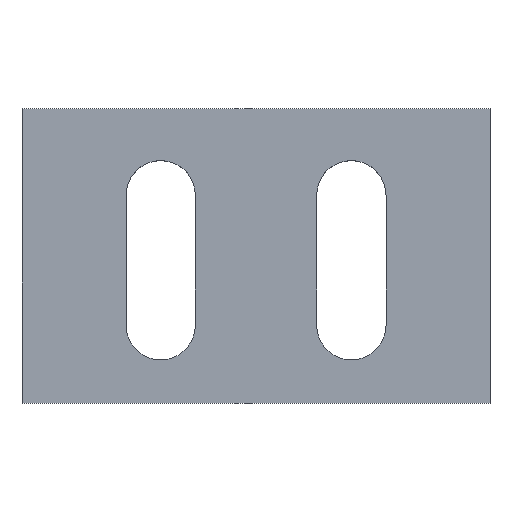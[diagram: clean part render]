
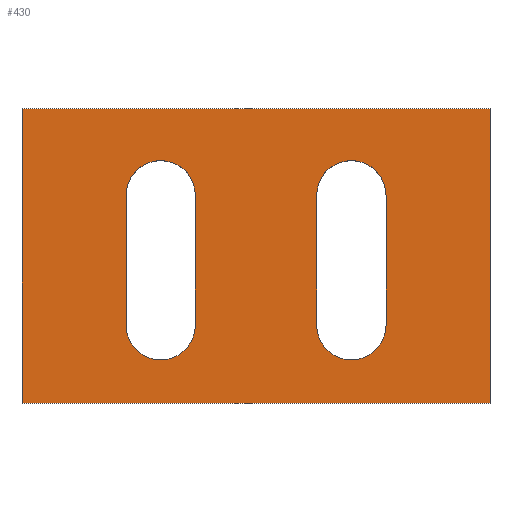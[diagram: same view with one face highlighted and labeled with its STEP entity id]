
A CAD part, top view. The second image highlights one B-rep face of the part: STEP entity #430.
In plain terms, the highlighted planar face has unit normal (0, 0, 1).
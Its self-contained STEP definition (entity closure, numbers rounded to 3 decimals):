
#43=CARTESIAN_POINT('',(-99.,41.,4.));
#44=VERTEX_POINT('',#43);
#51=CARTESIAN_POINT('',(-95.,41.,4.));
#52=VERTEX_POINT('',#51);
#53=CARTESIAN_POINT('',(-97.,41.,4.));
#54=DIRECTION('',(0.,0.,1.));
#55=DIRECTION('',(1.,0.,-0.));
#56=AXIS2_PLACEMENT_3D('',#53,#54,#55);
#57=CIRCLE('',#56,2.);
#58=EDGE_CURVE('',#44,#52,#57,.T.);
#82=CARTESIAN_POINT('',(-99.,48.5,4.));
#83=VERTEX_POINT('',#82);
#90=CARTESIAN_POINT('',(-99.,41.,4.));
#91=DIRECTION('',(0.,1.,0.));
#92=VECTOR('',#91,7.5);
#93=LINE('',#90,#92);
#94=EDGE_CURVE('',#44,#83,#93,.T.);
#114=CARTESIAN_POINT('',(-95.,48.5,4.));
#115=VERTEX_POINT('',#114);
#122=CARTESIAN_POINT('',(-97.,48.5,4.));
#123=DIRECTION('',(0.,0.,1.));
#124=DIRECTION('',(1.,0.,-0.));
#125=AXIS2_PLACEMENT_3D('',#122,#123,#124);
#126=CIRCLE('',#125,2.);
#127=EDGE_CURVE('',#115,#83,#126,.T.);
#148=CARTESIAN_POINT('',(-106.,41.,4.));
#149=VERTEX_POINT('',#148);
#156=CARTESIAN_POINT('',(-106.,48.5,4.));
#157=VERTEX_POINT('',#156);
#158=CARTESIAN_POINT('',(-106.,41.,4.));
#159=DIRECTION('',(0.,1.,0.));
#160=VECTOR('',#159,7.5);
#161=LINE('',#158,#160);
#162=EDGE_CURVE('',#149,#157,#161,.T.);
#187=CARTESIAN_POINT('',(-110.,41.,4.));
#188=VERTEX_POINT('',#187);
#195=CARTESIAN_POINT('',(-108.,41.,4.));
#196=DIRECTION('',(0.,0.,1.));
#197=DIRECTION('',(1.,0.,-0.));
#198=AXIS2_PLACEMENT_3D('',#195,#196,#197);
#199=CIRCLE('',#198,2.);
#200=EDGE_CURVE('',#188,#149,#199,.T.);
#219=CARTESIAN_POINT('',(-110.,48.5,4.));
#220=VERTEX_POINT('',#219);
#227=CARTESIAN_POINT('',(-110.,41.,4.));
#228=DIRECTION('',(0.,1.,0.));
#229=VECTOR('',#228,7.5);
#230=LINE('',#227,#229);
#231=EDGE_CURVE('',#188,#220,#230,.T.);
#252=CARTESIAN_POINT('',(-116.,36.5,4.));
#253=VERTEX_POINT('',#252);
#260=CARTESIAN_POINT('',(-116.,53.5,4.));
#261=VERTEX_POINT('',#260);
#262=CARTESIAN_POINT('',(-116.,36.5,4.));
#263=DIRECTION('',(0.,1.,0.));
#264=VECTOR('',#263,17.);
#265=LINE('',#262,#264);
#266=EDGE_CURVE('',#253,#261,#265,.T.);
#290=CARTESIAN_POINT('',(-89.,36.5,4.));
#291=VERTEX_POINT('',#290);
#298=CARTESIAN_POINT('',(-116.,36.5,4.));
#299=DIRECTION('',(1.,0.,0.));
#300=VECTOR('',#299,27.);
#301=LINE('',#298,#300);
#302=EDGE_CURVE('',#253,#291,#301,.T.);
#321=CARTESIAN_POINT('',(-89.,53.5,4.));
#322=VERTEX_POINT('',#321);
#329=CARTESIAN_POINT('',(-89.,36.5,4.));
#330=DIRECTION('',(0.,1.,0.));
#331=VECTOR('',#330,17.);
#332=LINE('',#329,#331);
#333=EDGE_CURVE('',#291,#322,#332,.T.);
#352=CARTESIAN_POINT('',(-108.,48.5,4.));
#353=DIRECTION('',(0.,0.,1.));
#354=DIRECTION('',(1.,0.,-0.));
#355=AXIS2_PLACEMENT_3D('',#352,#353,#354);
#356=CIRCLE('',#355,2.);
#357=EDGE_CURVE('',#157,#220,#356,.T.);
#375=CARTESIAN_POINT('',(-89.,53.5,4.));
#376=DIRECTION('',(-1.,-0.,0.));
#377=VECTOR('',#376,27.);
#378=LINE('',#375,#377);
#379=EDGE_CURVE('',#322,#261,#378,.T.);
#397=CARTESIAN_POINT('',(-95.,41.,4.));
#398=DIRECTION('',(0.,1.,0.));
#399=VECTOR('',#398,7.5);
#400=LINE('',#397,#399);
#401=EDGE_CURVE('',#52,#115,#400,.T.);
#407=CARTESIAN_POINT('',(0.,0.,4.));
#408=DIRECTION('',(0.,0.,1.));
#409=DIRECTION('',(1.,0.,0.));
#410=AXIS2_PLACEMENT_3D('',#407,#408,#409);
#411=PLANE('',#410);
#412=ORIENTED_EDGE('',*,*,#266,.F.);
#413=ORIENTED_EDGE('',*,*,#302,.T.);
#414=ORIENTED_EDGE('',*,*,#333,.T.);
#415=ORIENTED_EDGE('',*,*,#379,.T.);
#416=EDGE_LOOP('',(#412,#413,#414,#415));
#417=FACE_BOUND('',#416,.T.);
#418=ORIENTED_EDGE('',*,*,#162,.F.);
#419=ORIENTED_EDGE('',*,*,#200,.F.);
#420=ORIENTED_EDGE('',*,*,#231,.T.);
#421=ORIENTED_EDGE('',*,*,#357,.F.);
#422=EDGE_LOOP('',(#418,#419,#420,#421));
#423=FACE_BOUND('',#422,.T.);
#424=ORIENTED_EDGE('',*,*,#58,.F.);
#425=ORIENTED_EDGE('',*,*,#94,.T.);
#426=ORIENTED_EDGE('',*,*,#127,.F.);
#427=ORIENTED_EDGE('',*,*,#401,.F.);
#428=EDGE_LOOP('',(#424,#425,#426,#427));
#429=FACE_BOUND('',#428,.T.);
#430=ADVANCED_FACE('',(#417,#423,#429),#411,.T.);
